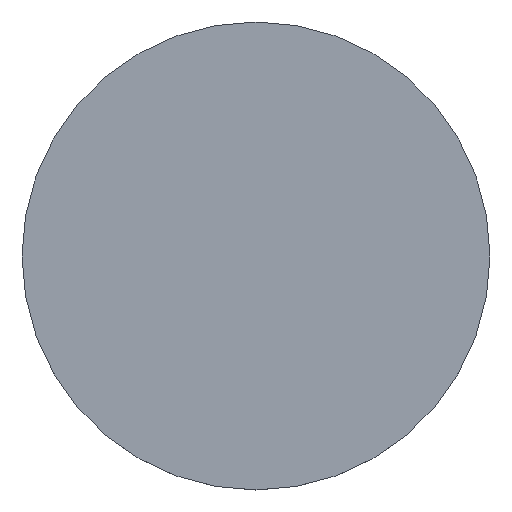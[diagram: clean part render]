
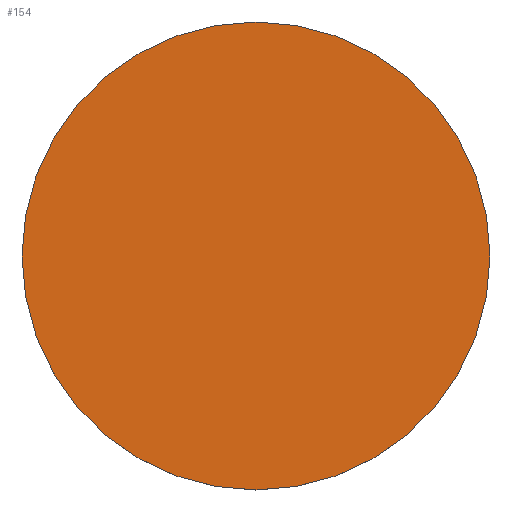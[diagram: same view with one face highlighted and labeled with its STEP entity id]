
A CAD part, top view. The second image highlights one B-rep face of the part: STEP entity #154.
In plain terms, the highlighted planar face has unit normal (0, 0, 1).
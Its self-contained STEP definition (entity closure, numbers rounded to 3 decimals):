
#2 = VERTEX_POINT ( 'NONE', #54 ) ;
#6 = EDGE_CURVE ( 'NONE', #2, #163, #32, .T. ) ;
#12 = CARTESIAN_POINT ( 'NONE',  ( 0.5, 0., 0.035 ) ) ;
#23 = AXIS2_PLACEMENT_3D ( 'NONE', #184, #143, #40 ) ;
#32 = CIRCLE ( 'NONE', #113, 0.5 ) ;
#34 = EDGE_LOOP ( 'NONE', ( #149, #124 ) ) ;
#40 = DIRECTION ( 'NONE',  ( 1., 0., 0. ) ) ;
#52 = DIRECTION ( 'NONE',  ( 1., 0., 0. ) ) ;
#54 = CARTESIAN_POINT ( 'NONE',  ( -0.5, 0., 0.035 ) ) ;
#96 = CARTESIAN_POINT ( 'NONE',  ( 0., 0., 0.035 ) ) ;
#104 = PLANE ( 'NONE',  #23 ) ;
#113 = AXIS2_PLACEMENT_3D ( 'NONE', #96, #159, #52 ) ;
#117 = FACE_OUTER_BOUND ( 'NONE', #34, .T. ) ;
#124 = ORIENTED_EDGE ( 'NONE', *, *, #175, .T. ) ;
#130 = DIRECTION ( 'NONE',  ( 0., 0., 1. ) ) ;
#143 = DIRECTION ( 'NONE',  ( 0., 0., 1. ) ) ;
#147 = AXIS2_PLACEMENT_3D ( 'NONE', #153, #130, #199 ) ;
#149 = ORIENTED_EDGE ( 'NONE', *, *, #6, .T. ) ;
#153 = CARTESIAN_POINT ( 'NONE',  ( 0., 0., 0.035 ) ) ;
#154 = ADVANCED_FACE ( 'NONE', ( #117 ), #104, .T. ) ;
#159 = DIRECTION ( 'NONE',  ( 0., 0., 1. ) ) ;
#163 = VERTEX_POINT ( 'NONE', #12 ) ;
#175 = EDGE_CURVE ( 'NONE', #163, #2, #181, .T. ) ;
#181 = CIRCLE ( 'NONE', #147, 0.5 ) ;
#184 = CARTESIAN_POINT ( 'NONE',  ( 0., 0., 0.035 ) ) ;
#199 = DIRECTION ( 'NONE',  ( 1., 0., 0. ) ) ;
